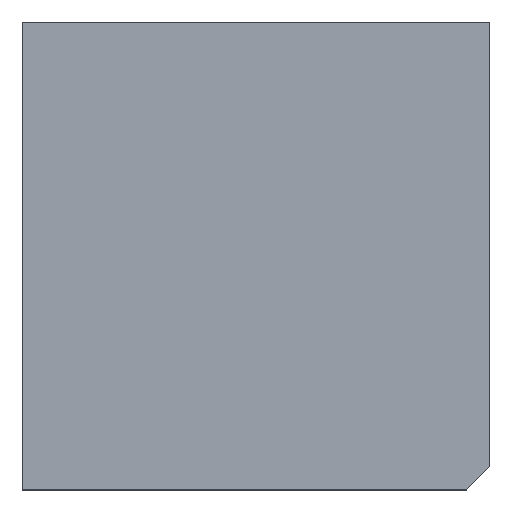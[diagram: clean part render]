
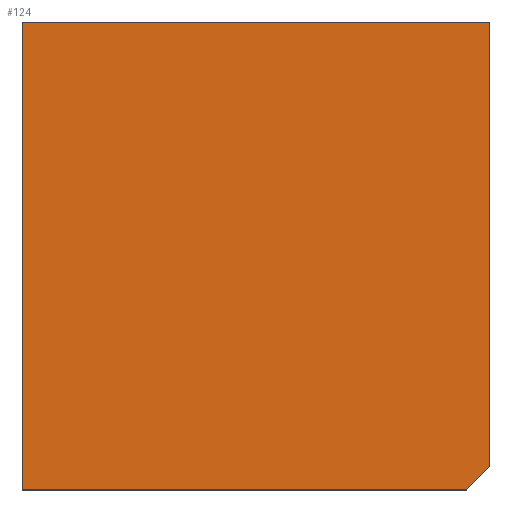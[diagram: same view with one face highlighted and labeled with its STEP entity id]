
A CAD part, top view. The second image highlights one B-rep face of the part: STEP entity #124.
In plain terms, the highlighted planar face has unit normal (0, 0, 1).
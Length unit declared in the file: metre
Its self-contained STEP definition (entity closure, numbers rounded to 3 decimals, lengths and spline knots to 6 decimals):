
#37=ORIENTED_EDGE('',*,*,#42,.T.);
#38=ORIENTED_EDGE('',*,*,#46,.T.);
#39=ORIENTED_EDGE('',*,*,#49,.F.);
#40=ORIENTED_EDGE('',*,*,#52,.F.);
#41=ORIENTED_EDGE('',*,*,#55,.F.);
#42=EDGE_CURVE('',#57,#58,#67,.T.);
#46=EDGE_CURVE('',#58,#61,#71,.T.);
#49=EDGE_CURVE('',#63,#61,#74,.T.);
#52=EDGE_CURVE('',#65,#63,#77,.T.);
#55=EDGE_CURVE('',#57,#65,#80,.T.);
#57=VERTEX_POINT('',#179);
#58=VERTEX_POINT('',#180);
#61=VERTEX_POINT('',#188);
#63=VERTEX_POINT('',#194);
#65=VERTEX_POINT('',#200);
#67=LINE('',#178,#82);
#71=LINE('',#187,#86);
#74=LINE('',#193,#89);
#77=LINE('',#199,#92);
#80=LINE('',#205,#95);
#82=VECTOR('',#149,1.);
#86=VECTOR('',#155,1.);
#89=VECTOR('',#160,1.);
#92=VECTOR('',#165,1.);
#95=VECTOR('',#170,1.);
#103=EDGE_LOOP('',(#37,#38,#39,#40,#41));
#110=FACE_BOUND('',#103,.T.);
#117=PLANE('',#144);
#124=ADVANCED_FACE('',(#110),#117,.T.);
#144=AXIS2_PLACEMENT_3D('',#208,#174,#175);
#149=DIRECTION('',(0.,-1.,0.));
#155=DIRECTION('',(1.,0.,0.));
#160=DIRECTION('',(-0.707,-0.707,0.));
#165=DIRECTION('',(0.,-1.,0.));
#170=DIRECTION('',(1.,0.,0.));
#174=DIRECTION('',(0.,0.,1.));
#175=DIRECTION('',(1.,0.,0.));
#178=CARTESIAN_POINT('',(0.098777,-0.010724,0.0095));
#179=CARTESIAN_POINT('',(0.098777,-0.009724,0.0095));
#180=CARTESIAN_POINT('',(0.098777,-0.011724,0.0095));
#187=CARTESIAN_POINT('',(0.099727,-0.011724,0.0095));
#188=CARTESIAN_POINT('',(0.100677,-0.011724,0.0095));
#193=CARTESIAN_POINT('',(0.100727,-0.011674,0.0095));
#194=CARTESIAN_POINT('',(0.100777,-0.011624,0.0095));
#199=CARTESIAN_POINT('',(0.100777,-0.010674,0.0095));
#200=CARTESIAN_POINT('',(0.100777,-0.009724,0.0095));
#205=CARTESIAN_POINT('',(0.099777,-0.009724,0.0095));
#208=CARTESIAN_POINT('',(0.080003,-0.011724,0.0095));
